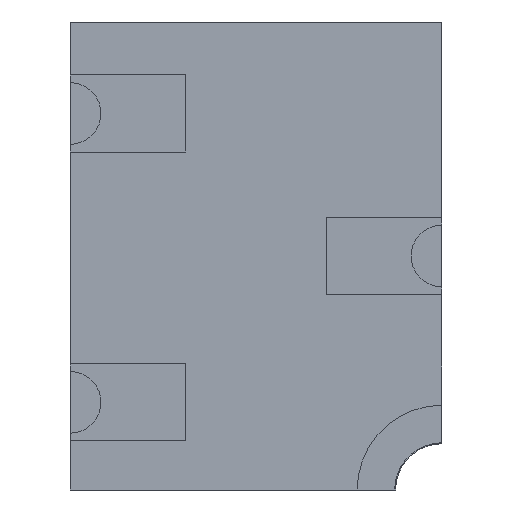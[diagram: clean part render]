
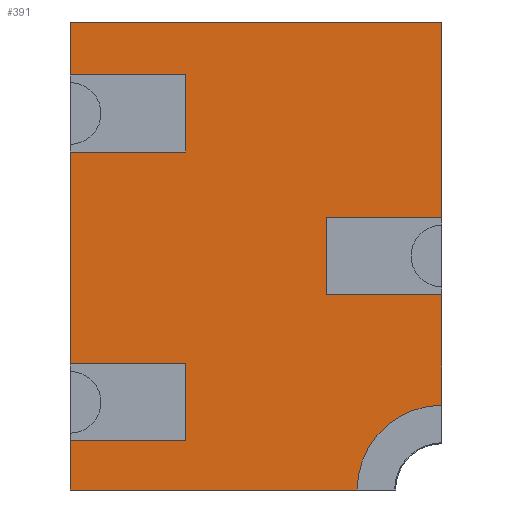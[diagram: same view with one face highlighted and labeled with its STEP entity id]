
A CAD part, front view. The second image highlights one B-rep face of the part: STEP entity #391.
In plain terms, the highlighted planar face has unit normal (0, -1, 0).
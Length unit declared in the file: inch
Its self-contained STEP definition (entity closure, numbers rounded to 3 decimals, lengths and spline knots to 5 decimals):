
#3 = EDGE_CURVE ( 'NONE', #1517, #1970, #1868, .T. ) ;
#11 = VECTOR ( 'NONE', #247, 39.37008 ) ;
#35 = DIRECTION ( 'NONE',  ( 0., 0., 1. ) ) ;
#45 = CARTESIAN_POINT ( 'NONE',  ( 0.04825, 0., 0.01 ) ) ;
#58 = DIRECTION ( 'NONE',  ( -1., 0., 0. ) ) ;
#79 = VERTEX_POINT ( 'NONE', #1212 ) ;
#80 = ORIENTED_EDGE ( 'NONE', *, *, #1031, .F. ) ;
#88 = CARTESIAN_POINT ( 'NONE',  ( 0.01825, 0., -0.01 ) ) ;
#106 = CARTESIAN_POINT ( 'NONE',  ( -0.04825, 0., -0.048 ) ) ;
#108 = DIRECTION ( 'NONE',  ( -1., 0., 0. ) ) ;
#109 = VERTEX_POINT ( 'NONE', #1401 ) ;
#128 = ORIENTED_EDGE ( 'NONE', *, *, #1947, .F. ) ;
#143 = VECTOR ( 'NONE', #882, 39.37008 ) ;
#145 = CARTESIAN_POINT ( 'NONE',  ( -0.04825, 0., 0.06075 ) ) ;
#197 = EDGE_CURVE ( 'NONE', #760, #109, #732, .T. ) ;
#225 = EDGE_CURVE ( 'NONE', #375, #1078, #812, .T. ) ;
#237 = VERTEX_POINT ( 'NONE', #1236 ) ;
#244 = CARTESIAN_POINT ( 'NONE',  ( 0.04825, 0., 0.06075 ) ) ;
#247 = DIRECTION ( 'NONE',  ( 1., 0., 0. ) ) ;
#249 = VECTOR ( 'NONE', #889, 39.37008 ) ;
#266 = DIRECTION ( 'NONE',  ( 0., 0., -1. ) ) ;
#269 = VECTOR ( 'NONE', #483, 39.37008 ) ;
#292 = EDGE_CURVE ( 'NONE', #1233, #1546, #374, .T. ) ;
#294 = CARTESIAN_POINT ( 'NONE',  ( -0.01825, 0., -0.028 ) ) ;
#331 = ORIENTED_EDGE ( 'NONE', *, *, #1130, .F. ) ;
#337 = CARTESIAN_POINT ( 'NONE',  ( 0.01825, 0., -0.01 ) ) ;
#341 = VECTOR ( 'NONE', #35, 39.37008 ) ;
#367 = CARTESIAN_POINT ( 'NONE',  ( -0.01825, 0., 0.027 ) ) ;
#374 = LINE ( 'NONE', #1903, #1515 ) ;
#375 = VERTEX_POINT ( 'NONE', #45 ) ;
#391 = ADVANCED_FACE ( 'NONE', ( #455 ), #865, .T. ) ;
#435 = VERTEX_POINT ( 'NONE', #1003 ) ;
#455 = FACE_OUTER_BOUND ( 'NONE', #1186, .T. ) ;
#477 = DIRECTION ( 'NONE',  ( 0., 0., 1. ) ) ;
#482 = DIRECTION ( 'NONE',  ( 0., 0., 1. ) ) ;
#483 = DIRECTION ( 'NONE',  ( 1., 0., 0. ) ) ;
#499 = LINE ( 'NONE', #1624, #1100 ) ;
#504 = CARTESIAN_POINT ( 'NONE',  ( -0.04825, 0., 0.047 ) ) ;
#513 = CARTESIAN_POINT ( 'NONE',  ( 0.04825, 0., 0.06075 ) ) ;
#535 = CARTESIAN_POINT ( 'NONE',  ( 0., 0., 0. ) ) ;
#552 = EDGE_CURVE ( 'NONE', #237, #1667, #1001, .T. ) ;
#566 = CARTESIAN_POINT ( 'NONE',  ( -0.04825, 0., 0.027 ) ) ;
#574 = VECTOR ( 'NONE', #1857, 39.37008 ) ;
#584 = ORIENTED_EDGE ( 'NONE', *, *, #3, .F. ) ;
#608 = AXIS2_PLACEMENT_3D ( 'NONE', #1217, #1224, #617 ) ;
#617 = DIRECTION ( 'NONE',  ( 0., 0., -1. ) ) ;
#629 = LINE ( 'NONE', #1603, #808 ) ;
#680 = ORIENTED_EDGE ( 'NONE', *, *, #1531, .F. ) ;
#683 = CARTESIAN_POINT ( 'NONE',  ( -0.04825, 0., -0.06075 ) ) ;
#687 = ORIENTED_EDGE ( 'NONE', *, *, #1719, .F. ) ;
#697 = CARTESIAN_POINT ( 'NONE',  ( 0.04825, 0., 0.06075 ) ) ;
#719 = LINE ( 'NONE', #1851, #1462 ) ;
#728 = CARTESIAN_POINT ( 'NONE',  ( -0.01825, 0., -0.028 ) ) ;
#732 = LINE ( 'NONE', #697, #249 ) ;
#760 = VERTEX_POINT ( 'NONE', #1074 ) ;
#768 = EDGE_CURVE ( 'NONE', #1895, #237, #1986, .T. ) ;
#775 = CIRCLE ( 'NONE', #608, 0.022 ) ;
#792 = EDGE_CURVE ( 'NONE', #1546, #1517, #1714, .T. ) ;
#795 = AXIS2_PLACEMENT_3D ( 'NONE', #535, #1159, #849 ) ;
#799 = ORIENTED_EDGE ( 'NONE', *, *, #292, .F. ) ;
#808 = VECTOR ( 'NONE', #1148, 39.37008 ) ;
#812 = LINE ( 'NONE', #1045, #1447 ) ;
#822 = CARTESIAN_POINT ( 'NONE',  ( 0.01825, 0., 0.01 ) ) ;
#831 = EDGE_CURVE ( 'NONE', #79, #897, #1662, .T. ) ;
#849 = DIRECTION ( 'NONE',  ( 0., 0., -1. ) ) ;
#858 = ORIENTED_EDGE ( 'NONE', *, *, #831, .F. ) ;
#865 = PLANE ( 'NONE',  #795 ) ;
#873 = VERTEX_POINT ( 'NONE', #367 ) ;
#882 = DIRECTION ( 'NONE',  ( 0., 0., -1. ) ) ;
#889 = DIRECTION ( 'NONE',  ( 0., 0., -1. ) ) ;
#897 = VERTEX_POINT ( 'NONE', #1353 ) ;
#898 = ORIENTED_EDGE ( 'NONE', *, *, #768, .F. ) ;
#904 = CARTESIAN_POINT ( 'NONE',  ( -0.04825, 0., 0.06075 ) ) ;
#920 = CARTESIAN_POINT ( 'NONE',  ( -0.04825, 0., 0.06075 ) ) ;
#953 = DIRECTION ( 'NONE',  ( -1., 0., 0. ) ) ;
#975 = VECTOR ( 'NONE', #108, 39.37008 ) ;
#1001 = LINE ( 'NONE', #920, #1688 ) ;
#1003 = CARTESIAN_POINT ( 'NONE',  ( -0.01825, 0., -0.048 ) ) ;
#1005 = ORIENTED_EDGE ( 'NONE', *, *, #197, .F. ) ;
#1011 = ORIENTED_EDGE ( 'NONE', *, *, #225, .F. ) ;
#1017 = LINE ( 'NONE', #88, #574 ) ;
#1026 = ORIENTED_EDGE ( 'NONE', *, *, #2006, .F. ) ;
#1031 = EDGE_CURVE ( 'NONE', #897, #1852, #629, .T. ) ;
#1045 = CARTESIAN_POINT ( 'NONE',  ( 0.01825, 0., 0.01 ) ) ;
#1074 = CARTESIAN_POINT ( 'NONE',  ( 0.04825, 0., -0.01 ) ) ;
#1078 = VERTEX_POINT ( 'NONE', #822 ) ;
#1100 = VECTOR ( 'NONE', #1790, 39.37008 ) ;
#1102 = VECTOR ( 'NONE', #482, 39.37008 ) ;
#1130 = EDGE_CURVE ( 'NONE', #435, #1895, #499, .T. ) ;
#1139 = ORIENTED_EDGE ( 'NONE', *, *, #1923, .F. ) ;
#1143 = LINE ( 'NONE', #244, #143 ) ;
#1144 = CARTESIAN_POINT ( 'NONE',  ( -0.04825, 0., 0.06075 ) ) ;
#1148 = DIRECTION ( 'NONE',  ( 0., 0., 1. ) ) ;
#1159 = DIRECTION ( 'NONE',  ( 0., -1., 0. ) ) ;
#1186 = EDGE_LOOP ( 'NONE', ( #799, #1026, #680, #1805, #898, #331, #687, #80, #858, #1139, #1005, #1924, #128, #1011, #1850, #584, #1598 ) ) ;
#1191 = LINE ( 'NONE', #1760, #341 ) ;
#1212 = CARTESIAN_POINT ( 'NONE',  ( 0.02625, 0., -0.06075 ) ) ;
#1217 = CARTESIAN_POINT ( 'NONE',  ( 0.04825, 0., -0.06075 ) ) ;
#1224 = DIRECTION ( 'NONE',  ( 0., -1., 0. ) ) ;
#1233 = VERTEX_POINT ( 'NONE', #1686 ) ;
#1236 = CARTESIAN_POINT ( 'NONE',  ( -0.04825, 0., -0.028 ) ) ;
#1255 = EDGE_CURVE ( 'NONE', #1972, #760, #1017, .T. ) ;
#1265 = LINE ( 'NONE', #1678, #1584 ) ;
#1269 = VECTOR ( 'NONE', #58, 39.37008 ) ;
#1353 = CARTESIAN_POINT ( 'NONE',  ( -0.04825, 0., -0.06075 ) ) ;
#1401 = CARTESIAN_POINT ( 'NONE',  ( 0.04825, 0., -0.03875 ) ) ;
#1426 = CARTESIAN_POINT ( 'NONE',  ( -0.01825, 0., 0.027 ) ) ;
#1447 = VECTOR ( 'NONE', #1825, 39.37008 ) ;
#1462 = VECTOR ( 'NONE', #266, 39.37008 ) ;
#1515 = VECTOR ( 'NONE', #953, 39.37008 ) ;
#1517 = VERTEX_POINT ( 'NONE', #1144 ) ;
#1531 = EDGE_CURVE ( 'NONE', #1667, #873, #1585, .T. ) ;
#1546 = VERTEX_POINT ( 'NONE', #504 ) ;
#1584 = VECTOR ( 'NONE', #1841, 39.37008 ) ;
#1585 = LINE ( 'NONE', #1426, #269 ) ;
#1598 = ORIENTED_EDGE ( 'NONE', *, *, #792, .F. ) ;
#1603 = CARTESIAN_POINT ( 'NONE',  ( -0.04825, 0., 0.06075 ) ) ;
#1624 = CARTESIAN_POINT ( 'NONE',  ( -0.01825, 0., -0.028 ) ) ;
#1662 = LINE ( 'NONE', #683, #1269 ) ;
#1667 = VERTEX_POINT ( 'NONE', #566 ) ;
#1678 = CARTESIAN_POINT ( 'NONE',  ( -0.01825, 0., -0.048 ) ) ;
#1686 = CARTESIAN_POINT ( 'NONE',  ( -0.01825, 0., 0.047 ) ) ;
#1688 = VECTOR ( 'NONE', #477, 39.37008 ) ;
#1714 = LINE ( 'NONE', #145, #1102 ) ;
#1719 = EDGE_CURVE ( 'NONE', #1852, #435, #1265, .T. ) ;
#1727 = EDGE_CURVE ( 'NONE', #1970, #375, #1143, .T. ) ;
#1760 = CARTESIAN_POINT ( 'NONE',  ( -0.01825, 0., 0.027 ) ) ;
#1790 = DIRECTION ( 'NONE',  ( 0., 0., 1. ) ) ;
#1805 = ORIENTED_EDGE ( 'NONE', *, *, #552, .F. ) ;
#1825 = DIRECTION ( 'NONE',  ( -1., 0., 0. ) ) ;
#1841 = DIRECTION ( 'NONE',  ( 1., 0., 0. ) ) ;
#1850 = ORIENTED_EDGE ( 'NONE', *, *, #1727, .F. ) ;
#1851 = CARTESIAN_POINT ( 'NONE',  ( 0.01825, 0., 0.01 ) ) ;
#1852 = VERTEX_POINT ( 'NONE', #106 ) ;
#1857 = DIRECTION ( 'NONE',  ( 1., 0., 0. ) ) ;
#1868 = LINE ( 'NONE', #904, #11 ) ;
#1895 = VERTEX_POINT ( 'NONE', #728 ) ;
#1903 = CARTESIAN_POINT ( 'NONE',  ( -0.01825, 0., 0.047 ) ) ;
#1923 = EDGE_CURVE ( 'NONE', #109, #79, #775, .T. ) ;
#1924 = ORIENTED_EDGE ( 'NONE', *, *, #1255, .F. ) ;
#1947 = EDGE_CURVE ( 'NONE', #1078, #1972, #719, .T. ) ;
#1970 = VERTEX_POINT ( 'NONE', #513 ) ;
#1972 = VERTEX_POINT ( 'NONE', #337 ) ;
#1986 = LINE ( 'NONE', #294, #975 ) ;
#2006 = EDGE_CURVE ( 'NONE', #873, #1233, #1191, .T. ) ;
